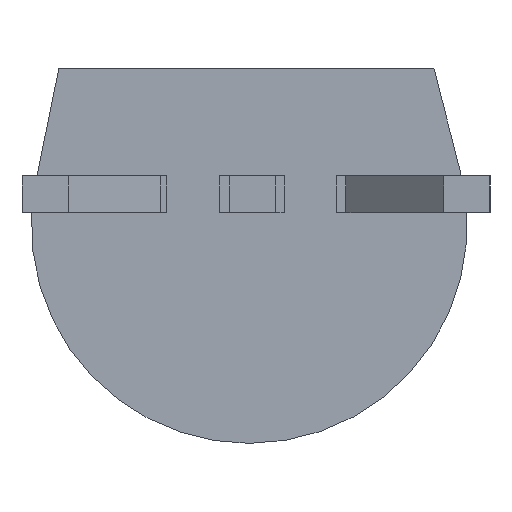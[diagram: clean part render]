
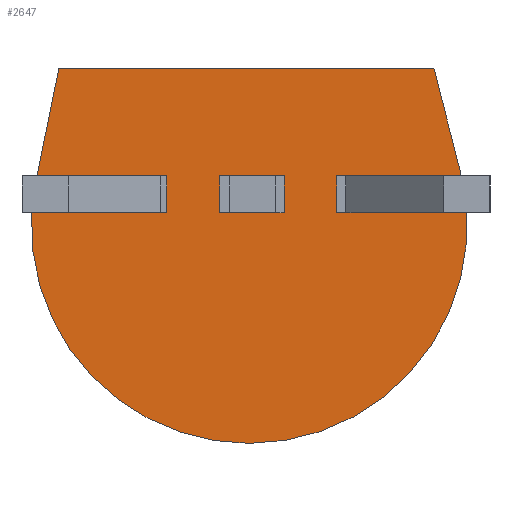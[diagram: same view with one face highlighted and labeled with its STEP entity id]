
A CAD part, front view. The second image highlights one B-rep face of the part: STEP entity #2647.
In plain terms, the highlighted planar face has unit normal (0, -1, 0).
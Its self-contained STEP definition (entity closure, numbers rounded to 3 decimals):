
#47 = EDGE_CURVE ( 'NONE', #4978, #5042, #2826, .T. ) ;
#154 = VECTOR ( 'NONE', #3696, 1000. ) ;
#247 = DIRECTION ( 'NONE',  ( 1., 0., 0. ) ) ;
#316 = DIRECTION ( 'NONE',  ( 0., 1., 0. ) ) ;
#385 = CARTESIAN_POINT ( 'NONE',  ( 0.031, 0., -1.699 ) ) ;
#403 = ORIENTED_EDGE ( 'NONE', *, *, #4187, .F. ) ;
#471 = EDGE_CURVE ( 'NONE', #4107, #811, #5174, .T. ) ;
#501 = EDGE_CURVE ( 'NONE', #5176, #2522, #5253, .T. ) ;
#621 = CARTESIAN_POINT ( 'NONE',  ( 1.082, 0., -1.159 ) ) ;
#678 = VERTEX_POINT ( 'NONE', #3571 ) ;
#686 = AXIS2_PLACEMENT_3D ( 'NONE', #3142, #1138, #4147 ) ;
#720 = EDGE_CURVE ( 'NONE', #811, #2631, #6287, .T. ) ;
#739 = ORIENTED_EDGE ( 'NONE', *, *, #3182, .F. ) ;
#767 = CARTESIAN_POINT ( 'NONE',  ( 0.031, 0., -1.699 ) ) ;
#811 = VERTEX_POINT ( 'NONE', #3346 ) ;
#827 = EDGE_LOOP ( 'NONE', ( #5638, #403, #2105, #1913 ) ) ;
#880 = EDGE_CURVE ( 'NONE', #678, #5588, #3234, .T. ) ;
#908 = VERTEX_POINT ( 'NONE', #5909 ) ;
#946 = CIRCLE ( 'NONE', #4384, 2.361 ) ;
#1062 = CARTESIAN_POINT ( 'NONE',  ( -0.958, 0., -1.159 ) ) ;
#1138 = DIRECTION ( 'NONE',  ( 0., 1., 0. ) ) ;
#1150 = DIRECTION ( 'NONE',  ( 0., 0., -1. ) ) ;
#1186 = AXIS2_PLACEMENT_3D ( 'NONE', #385, #4376, #5845 ) ;
#1276 = CARTESIAN_POINT ( 'NONE',  ( -0.958, 0., -1.159 ) ) ;
#1363 = DIRECTION ( 'NONE',  ( -1., 0., 0. ) ) ;
#1416 = ORIENTED_EDGE ( 'NONE', *, *, #2619, .F. ) ;
#1537 = ORIENTED_EDGE ( 'NONE', *, *, #720, .F. ) ;
#1578 = ORIENTED_EDGE ( 'NONE', *, *, #3650, .F. ) ;
#1684 = EDGE_CURVE ( 'NONE', #4265, #5266, #1749, .T. ) ;
#1715 = EDGE_CURVE ( 'NONE', #2441, #4795, #4731, .T. ) ;
#1727 = VECTOR ( 'NONE', #3078, 1000. ) ;
#1746 = DIRECTION ( 'NONE',  ( 0., 0., 1. ) ) ;
#1749 = LINE ( 'NONE', #5246, #5739 ) ;
#1789 = VECTOR ( 'NONE', #2821, 1000. ) ;
#1863 = VECTOR ( 'NONE', #1363, 1000. ) ;
#1907 = CARTESIAN_POINT ( 'NONE',  ( -2.282, 0., -1.228 ) ) ;
#1913 = ORIENTED_EDGE ( 'NONE', *, *, #3038, .F. ) ;
#2041 = LINE ( 'NONE', #2135, #1727 ) ;
#2080 = ORIENTED_EDGE ( 'NONE', *, *, #880, .F. ) ;
#2105 = ORIENTED_EDGE ( 'NONE', *, *, #501, .F. ) ;
#2106 = CARTESIAN_POINT ( 'NONE',  ( 1.082, 0., -1.159 ) ) ;
#2135 = CARTESIAN_POINT ( 'NONE',  ( 2.032, 0., 0. ) ) ;
#2147 = ORIENTED_EDGE ( 'NONE', *, *, #4306, .F. ) ;
#2181 = DIRECTION ( 'NONE',  ( 1., 0., 0. ) ) ;
#2208 = ORIENTED_EDGE ( 'NONE', *, *, #5986, .F. ) ;
#2215 = DIRECTION ( 'NONE',  ( -1., 0., 0. ) ) ;
#2220 = EDGE_LOOP ( 'NONE', ( #2080, #5648, #3500, #1578 ) ) ;
#2238 = LINE ( 'NONE', #3148, #4750 ) ;
#2322 = VECTOR ( 'NONE', #5387, 1000. ) ;
#2365 = CARTESIAN_POINT ( 'NONE',  ( 1.082, 0., -1.559 ) ) ;
#2366 = CARTESIAN_POINT ( 'NONE',  ( -1.458, 0., -1.159 ) ) ;
#2413 = CARTESIAN_POINT ( 'NONE',  ( -0.188, 0., -1.159 ) ) ;
#2441 = VERTEX_POINT ( 'NONE', #4882 ) ;
#2481 = VECTOR ( 'NONE', #1746, 1000. ) ;
#2522 = VERTEX_POINT ( 'NONE', #5533 ) ;
#2571 = FACE_OUTER_BOUND ( 'NONE', #4270, .T. ) ;
#2585 = VECTOR ( 'NONE', #6199, 1000. ) ;
#2619 = EDGE_CURVE ( 'NONE', #5042, #2441, #5086, .T. ) ;
#2631 = VERTEX_POINT ( 'NONE', #4271 ) ;
#2647 = ADVANCED_FACE ( 'NONE', ( #2571, #3749, #5926, #3274 ), #2904, .T. ) ;
#2715 = DIRECTION ( 'NONE',  ( 0., 0., 1. ) ) ;
#2723 = EDGE_CURVE ( 'NONE', #3096, #3013, #5852, .T. ) ;
#2763 = DIRECTION ( 'NONE',  ( 0., 0., -1. ) ) ;
#2786 = CARTESIAN_POINT ( 'NONE',  ( -0.188, 0., -1.559 ) ) ;
#2821 = DIRECTION ( 'NONE',  ( 1., 0., 0. ) ) ;
#2826 = CIRCLE ( 'NONE', #686, 2.361 ) ;
#2904 = PLANE ( 'NONE',  #1186 ) ;
#2909 = DIRECTION ( 'NONE',  ( -1., 0., 0. ) ) ;
#2913 = ORIENTED_EDGE ( 'NONE', *, *, #471, .F. ) ;
#3013 = VERTEX_POINT ( 'NONE', #2106 ) ;
#3038 = EDGE_CURVE ( 'NONE', #3013, #5176, #5002, .T. ) ;
#3078 = DIRECTION ( 'NONE',  ( 0.248, 0., -0.969 ) ) ;
#3096 = VERTEX_POINT ( 'NONE', #4689 ) ;
#3116 = LINE ( 'NONE', #6264, #1789 ) ;
#3122 = CARTESIAN_POINT ( 'NONE',  ( 1.582, 0., -1.159 ) ) ;
#3142 = CARTESIAN_POINT ( 'NONE',  ( 0.031, 0., -1.699 ) ) ;
#3148 = CARTESIAN_POINT ( 'NONE',  ( 0.312, 0., -1.159 ) ) ;
#3182 = EDGE_CURVE ( 'NONE', #908, #4107, #5838, .T. ) ;
#3197 = LINE ( 'NONE', #3122, #154 ) ;
#3234 = LINE ( 'NONE', #4965, #4885 ) ;
#3274 = FACE_BOUND ( 'NONE', #3552, .T. ) ;
#3346 = CARTESIAN_POINT ( 'NONE',  ( -1.458, 0., -1.159 ) ) ;
#3402 = ORIENTED_EDGE ( 'NONE', *, *, #1715, .F. ) ;
#3500 = ORIENTED_EDGE ( 'NONE', *, *, #1684, .F. ) ;
#3552 = EDGE_LOOP ( 'NONE', ( #2913, #739, #3720, #1537 ) ) ;
#3571 = CARTESIAN_POINT ( 'NONE',  ( 0.312, 0., -1.159 ) ) ;
#3650 = EDGE_CURVE ( 'NONE', #5588, #4265, #4126, .T. ) ;
#3696 = DIRECTION ( 'NONE',  ( 0., 0., 1. ) ) ;
#3720 = ORIENTED_EDGE ( 'NONE', *, *, #5393, .F. ) ;
#3749 = FACE_BOUND ( 'NONE', #827, .T. ) ;
#3777 = CARTESIAN_POINT ( 'NONE',  ( -1.458, 0., -1.159 ) ) ;
#3846 = VECTOR ( 'NONE', #2215, 1000. ) ;
#3883 = ORIENTED_EDGE ( 'NONE', *, *, #47, .F. ) ;
#4094 = CARTESIAN_POINT ( 'NONE',  ( 2.317, 0., -1.113 ) ) ;
#4107 = VERTEX_POINT ( 'NONE', #1062 ) ;
#4126 = LINE ( 'NONE', #2413, #2322 ) ;
#4147 = DIRECTION ( 'NONE',  ( 0., 0., -1. ) ) ;
#4163 = CARTESIAN_POINT ( 'NONE',  ( 2.032, 0., 0. ) ) ;
#4187 = EDGE_CURVE ( 'NONE', #2522, #3096, #3197, .T. ) ;
#4265 = VERTEX_POINT ( 'NONE', #2786 ) ;
#4270 = EDGE_LOOP ( 'NONE', ( #2208, #3402, #1416, #3883, #2147 ) ) ;
#4271 = CARTESIAN_POINT ( 'NONE',  ( -1.458, 0., -1.559 ) ) ;
#4306 = EDGE_CURVE ( 'NONE', #5509, #4978, #946, .T. ) ;
#4376 = DIRECTION ( 'NONE',  ( 0., -1., 0. ) ) ;
#4384 = AXIS2_PLACEMENT_3D ( 'NONE', #767, #316, #2763 ) ;
#4571 = VECTOR ( 'NONE', #5897, 1000. ) ;
#4689 = CARTESIAN_POINT ( 'NONE',  ( 1.582, 0., -1.159 ) ) ;
#4731 = LINE ( 'NONE', #6248, #5435 ) ;
#4750 = VECTOR ( 'NONE', #2715, 1000. ) ;
#4795 = VERTEX_POINT ( 'NONE', #4163 ) ;
#4832 = CARTESIAN_POINT ( 'NONE',  ( -2.032, 0., 0. ) ) ;
#4882 = CARTESIAN_POINT ( 'NONE',  ( -2.032, 0., 0. ) ) ;
#4885 = VECTOR ( 'NONE', #2909, 1000. ) ;
#4889 = CARTESIAN_POINT ( 'NONE',  ( 1.082, 0., -1.159 ) ) ;
#4965 = CARTESIAN_POINT ( 'NONE',  ( -0.188, 0., -1.159 ) ) ;
#4978 = VERTEX_POINT ( 'NONE', #5307 ) ;
#5002 = LINE ( 'NONE', #621, #5843 ) ;
#5042 = VERTEX_POINT ( 'NONE', #1907 ) ;
#5086 = LINE ( 'NONE', #4832, #6396 ) ;
#5174 = LINE ( 'NONE', #3777, #3846 ) ;
#5176 = VERTEX_POINT ( 'NONE', #2365 ) ;
#5220 = DIRECTION ( 'NONE',  ( 0.2, 0., 0.98 ) ) ;
#5222 = CARTESIAN_POINT ( 'NONE',  ( 1.082, 0., -1.559 ) ) ;
#5246 = CARTESIAN_POINT ( 'NONE',  ( -0.188, 0., -1.559 ) ) ;
#5253 = LINE ( 'NONE', #5222, #2585 ) ;
#5261 = CARTESIAN_POINT ( 'NONE',  ( 0.312, 0., -1.559 ) ) ;
#5266 = VERTEX_POINT ( 'NONE', #5261 ) ;
#5307 = CARTESIAN_POINT ( 'NONE',  ( 0.031, 0., -4.06 ) ) ;
#5387 = DIRECTION ( 'NONE',  ( 0., 0., -1. ) ) ;
#5393 = EDGE_CURVE ( 'NONE', #2631, #908, #3116, .T. ) ;
#5435 = VECTOR ( 'NONE', #247, 1000. ) ;
#5509 = VERTEX_POINT ( 'NONE', #4094 ) ;
#5533 = CARTESIAN_POINT ( 'NONE',  ( 1.582, 0., -1.559 ) ) ;
#5588 = VERTEX_POINT ( 'NONE', #6189 ) ;
#5638 = ORIENTED_EDGE ( 'NONE', *, *, #2723, .F. ) ;
#5648 = ORIENTED_EDGE ( 'NONE', *, *, #5694, .F. ) ;
#5694 = EDGE_CURVE ( 'NONE', #5266, #678, #2238, .T. ) ;
#5739 = VECTOR ( 'NONE', #2181, 1000. ) ;
#5838 = LINE ( 'NONE', #1276, #2481 ) ;
#5843 = VECTOR ( 'NONE', #1150, 1000. ) ;
#5845 = DIRECTION ( 'NONE',  ( 0., 0., -1. ) ) ;
#5852 = LINE ( 'NONE', #4889, #1863 ) ;
#5897 = DIRECTION ( 'NONE',  ( 0., 0., -1. ) ) ;
#5909 = CARTESIAN_POINT ( 'NONE',  ( -0.958, 0., -1.559 ) ) ;
#5926 = FACE_BOUND ( 'NONE', #2220, .T. ) ;
#5986 = EDGE_CURVE ( 'NONE', #4795, #5509, #2041, .T. ) ;
#6189 = CARTESIAN_POINT ( 'NONE',  ( -0.188, 0., -1.159 ) ) ;
#6199 = DIRECTION ( 'NONE',  ( 1., 0., 0. ) ) ;
#6248 = CARTESIAN_POINT ( 'NONE',  ( 2.032, 0., 0. ) ) ;
#6264 = CARTESIAN_POINT ( 'NONE',  ( -1.458, 0., -1.559 ) ) ;
#6287 = LINE ( 'NONE', #2366, #4571 ) ;
#6396 = VECTOR ( 'NONE', #5220, 1000. ) ;
